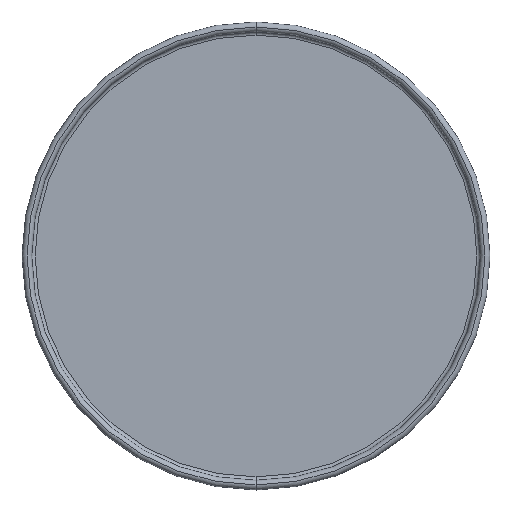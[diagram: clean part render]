
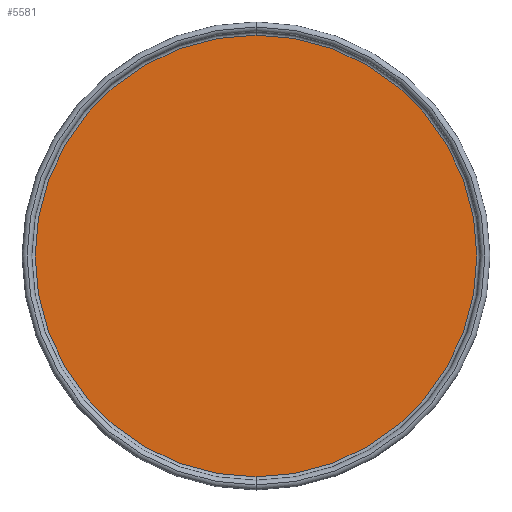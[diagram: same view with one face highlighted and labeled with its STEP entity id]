
A CAD part, front view. The second image highlights one B-rep face of the part: STEP entity #5581.
In plain terms, the highlighted planar face has unit normal (0, -1, 0).
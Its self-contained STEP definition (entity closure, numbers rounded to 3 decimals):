
#140 = DIRECTION ( 'NONE',  ( 0., 0., -1. ) ) ;
#141 = DIRECTION ( 'NONE',  ( 0., -1., 0. ) ) ;
#142 = CARTESIAN_POINT ( 'NONE',  ( 0., -12., 0. ) ) ;
#892 = VERTEX_POINT ( 'NONE', #7336 ) ;
#893 = VERTEX_POINT ( 'NONE', #7341 ) ;
#1075 = FACE_OUTER_BOUND ( 'NONE', #4179, .T. ) ;
#3312 = CIRCLE ( 'NONE', #4425, 65.051 ) ;
#3463 = CIRCLE ( 'NONE', #4437, 65.051 ) ;
#4179 = EDGE_LOOP ( 'NONE', ( #5414, #5415 ) ) ;
#4225 = EDGE_CURVE ( 'NONE', #893, #892, #3312, .T. ) ;
#4425 = AXIS2_PLACEMENT_3D ( 'NONE', #142, #141, #140 ) ;
#4437 = AXIS2_PLACEMENT_3D ( 'NONE', #6758, #6759, #6760 ) ;
#4830 = PLANE ( 'NONE',  #6380 ) ;
#4838 = CARTESIAN_POINT ( 'NONE',  ( 0., -12., 0. ) ) ;
#4839 = DIRECTION ( 'NONE',  ( 0., -1., 0. ) ) ;
#4840 = DIRECTION ( 'NONE',  ( 0., 0., -1. ) ) ;
#5087 = EDGE_CURVE ( 'NONE', #892, #893, #3463, .T. ) ;
#5414 = ORIENTED_EDGE ( 'NONE', *, *, #5087, .T. ) ;
#5415 = ORIENTED_EDGE ( 'NONE', *, *, #4225, .T. ) ;
#5581 = ADVANCED_FACE ( 'NONE', ( #1075 ), #4830, .T. ) ;
#6380 = AXIS2_PLACEMENT_3D ( 'NONE', #4838, #4839, #4840 ) ;
#6758 = CARTESIAN_POINT ( 'NONE',  ( 0., -12., 0. ) ) ;
#6759 = DIRECTION ( 'NONE',  ( 0., -1., 0. ) ) ;
#6760 = DIRECTION ( 'NONE',  ( 0., 0., -1. ) ) ;
#7336 = CARTESIAN_POINT ( 'NONE',  ( 0., -12., 65.051 ) ) ;
#7341 = CARTESIAN_POINT ( 'NONE',  ( 0., -12., -65.051 ) ) ;
